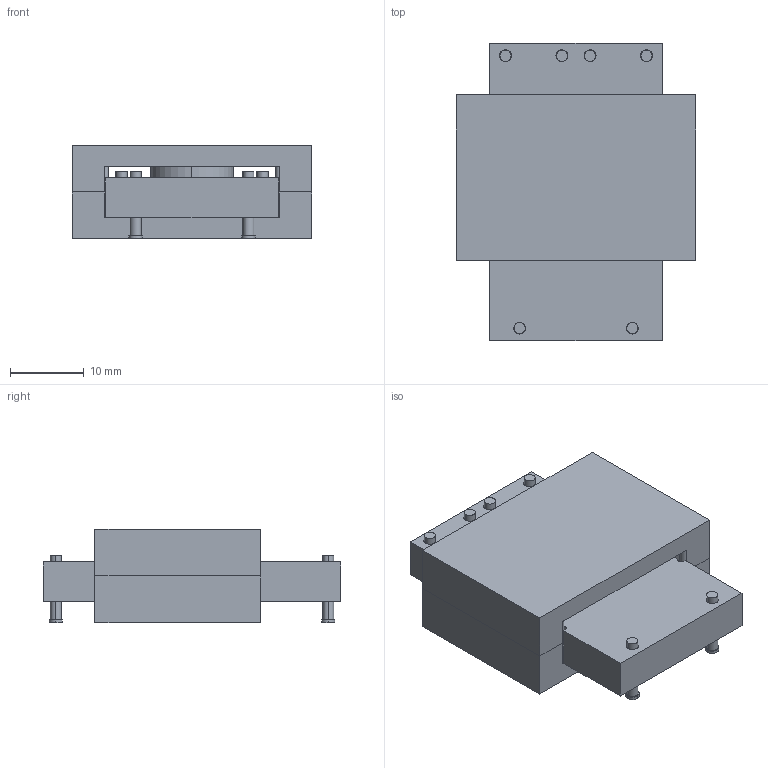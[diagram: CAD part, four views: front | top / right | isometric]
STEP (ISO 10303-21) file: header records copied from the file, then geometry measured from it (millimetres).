
FILE_DESCRIPTION(('FreeCAD Model'),'2;1');
FILE_NAME('Fusion.step','2017-05-10T17:25:18',( 'kicad StepUp'),('ksu MCAD'),'Open CASCADE STEP processor 6.8', 'FreeCAD','Unknown');
FILE_SCHEMA(('AUTOMOTIVE_DESIGN_CC2 { 1 2 10303 214 -1 1 5 4 }'));
Length unit declared in the file: millimetre
Products named in the file (2): ASSEMBLY; Fusion
Assembly tree (1 placements, depth 2):
  ASSEMBLY
    Fusion
Bounding box: 32.4 x 40.2 x 12.61 mm (x, y, z)
Volume: 10488.9 mm3; surface area: 6238 mm2
Topology: 7 solids, 7 shells, 115 faces, 269 edges, 173 vertices
Faces by surface type: cylinder 66, plane 49
Entity records: 4191 total; most frequent: DIRECTION 638, CARTESIAN_POINT 559, ORIENTED_EDGE 546, EDGE_CURVE 269, AXIS2_PLACEMENT_3D 252, VERTEX_POINT 173, FACE_BOUND 136, EDGE_LOOP 136
